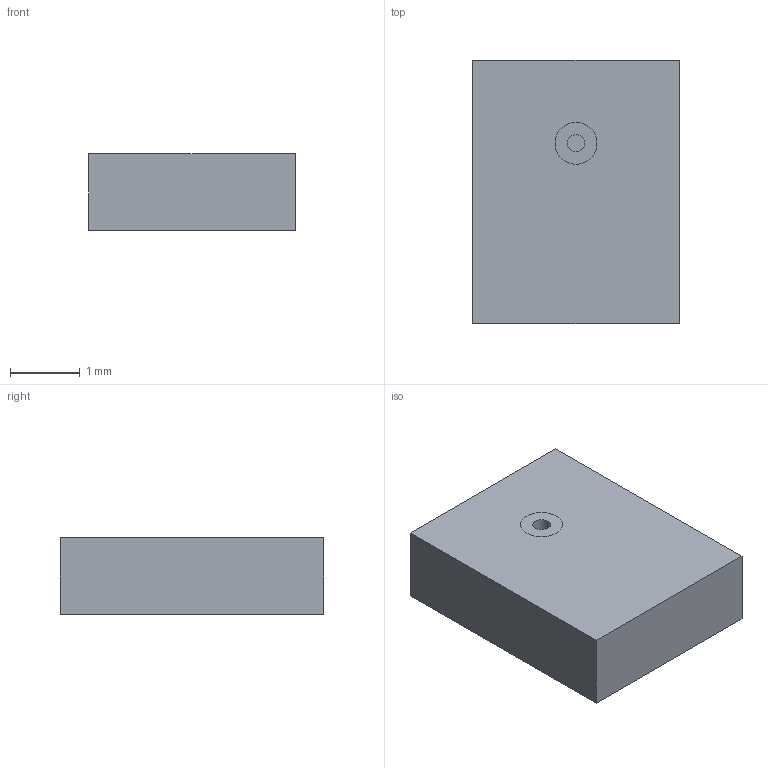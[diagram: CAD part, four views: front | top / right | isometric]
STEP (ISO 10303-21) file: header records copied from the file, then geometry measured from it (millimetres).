
FILE_DESCRIPTION(('FreeCAD Model'),'2;1');
FILE_NAME('MEMS_MIC.step','2016-10-18T14:36:20',('Author') ,(''),'Open CASCADE STEP processor 6.8','FreeCAD','Unknown');
FILE_SCHEMA(('AUTOMOTIVE_DESIGN_CC2 { 1 2 10303 214 -1 1 5 4 }'));
Length unit declared in the file: millimetre
Products named in the file (2): ASSEMBLY; MEMS_MIC
Assembly tree (1 placements, depth 2):
  ASSEMBLY
    MEMS_MIC
Bounding box: 2.95 x 3.76 x 1.1 mm (x, y, z)
Volume: 12.2 mm3; surface area: 37.7 mm2
Topology: 1 solids, 1 shells, 14 faces, 28 edges, 22 vertices
Faces by surface type: plane 12, cylinder 2
Entity records: 1105 total; most frequent: CARTESIAN_POINT 410, DIRECTION 106, ORIENTED_EDGE 56, PCURVE 56, DEFINITIONAL_REPRESENTATION 56, LINE 38, VECTOR 38, AXIS2_PLACEMENT_3D 30
